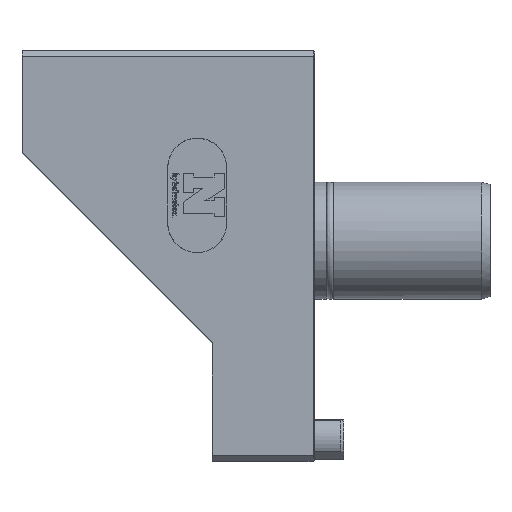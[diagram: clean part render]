
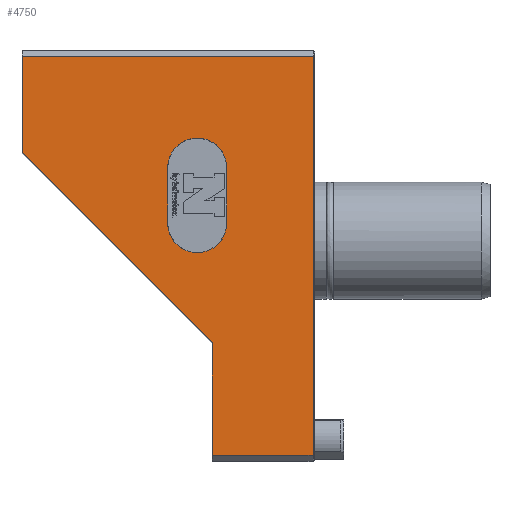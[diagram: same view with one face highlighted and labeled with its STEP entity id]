
A CAD part, top view. The second image highlights one B-rep face of the part: STEP entity #4750.
In plain terms, the highlighted planar face has unit normal (0, 0, 1).
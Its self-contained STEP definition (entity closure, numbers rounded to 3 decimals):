
#485=LINE('',#8011,#955);
#500=LINE('',#8040,#970);
#502=LINE('',#8044,#972);
#507=LINE('',#8059,#977);
#511=LINE('',#8069,#981);
#523=LINE('',#8098,#993);
#526=LINE('',#8103,#996);
#528=LINE('',#8106,#998);
#955=VECTOR('',#6283,1000.);
#970=VECTOR('',#6308,1000.);
#972=VECTOR('',#6312,1000.);
#977=VECTOR('',#6325,1000.);
#981=VECTOR('',#6335,1000.);
#993=VECTOR('',#6361,1000.);
#996=VECTOR('',#6366,1000.);
#998=VECTOR('',#6370,1000.);
#1214=PLANE('',#5163);
#2392=ORIENTED_EDGE('',*,*,#3163,.F.);
#2393=ORIENTED_EDGE('',*,*,#3156,.F.);
#2394=ORIENTED_EDGE('',*,*,#3159,.F.);
#2395=ORIENTED_EDGE('',*,*,#3161,.F.);
#2396=ORIENTED_EDGE('',*,*,#3147,.T.);
#2397=ORIENTED_EDGE('',*,*,#3132,.T.);
#2398=ORIENTED_EDGE('',*,*,#3149,.T.);
#2399=ORIENTED_EDGE('',*,*,#3180,.T.);
#2400=ORIENTED_EDGE('',*,*,#3175,.F.);
#2401=ORIENTED_EDGE('',*,*,#3178,.F.);
#3132=EDGE_CURVE('',#3620,#3624,#485,.T.);
#3147=EDGE_CURVE('',#3634,#3620,#500,.T.);
#3149=EDGE_CURVE('',#3624,#3635,#502,.T.);
#3156=EDGE_CURVE('',#3641,#3642,#507,.T.);
#3159=EDGE_CURVE('',#3643,#3641,#3799,.T.);
#3161=EDGE_CURVE('',#3644,#3643,#511,.T.);
#3163=EDGE_CURVE('',#3642,#3644,#3800,.T.);
#3175=EDGE_CURVE('',#3653,#3654,#523,.T.);
#3178=EDGE_CURVE('',#3634,#3653,#526,.T.);
#3180=EDGE_CURVE('',#3635,#3654,#528,.T.);
#3620=VERTEX_POINT('',#7998);
#3624=VERTEX_POINT('',#8010);
#3634=VERTEX_POINT('',#8041);
#3635=VERTEX_POINT('',#8045);
#3641=VERTEX_POINT('',#8060);
#3642=VERTEX_POINT('',#8061);
#3643=VERTEX_POINT('',#8066);
#3644=VERTEX_POINT('',#8070);
#3653=VERTEX_POINT('',#8097);
#3654=VERTEX_POINT('',#8099);
#3799=CIRCLE('',#5152,10.1);
#3800=CIRCLE('',#5155,10.1);
#4105=EDGE_LOOP('',(#2392,#2393,#2394,#2395));
#4106=EDGE_LOOP('',(#2396,#2397,#2398,#2399,#2400,#2401));
#4449=FACE_BOUND('',#4105,.T.);
#4450=FACE_BOUND('',#4106,.T.);
#4750=ADVANCED_FACE('',(#4449,#4450),#1214,.T.);
#5152=AXIS2_PLACEMENT_3D('',#8065,#6330,#6331);
#5155=AXIS2_PLACEMENT_3D('',#8073,#6339,#6340);
#5163=AXIS2_PLACEMENT_3D('',#8111,#6375,#6376);
#6283=DIRECTION('',(0.,1.,0.));
#6308=DIRECTION('',(1.,0.,0.));
#6312=DIRECTION('',(-1.,0.,0.));
#6325=DIRECTION('',(0.,1.,0.));
#6330=DIRECTION('',(0.,0.,1.));
#6331=DIRECTION('',(-1.,0.,0.));
#6335=DIRECTION('',(0.,-1.,0.));
#6339=DIRECTION('',(0.,0.,1.));
#6340=DIRECTION('',(1.,0.,0.));
#6361=DIRECTION('',(-0.707,0.707,0.));
#6366=DIRECTION('',(0.,1.,0.));
#6370=DIRECTION('',(0.,-1.,0.));
#6375=DIRECTION('',(0.,0.,1.));
#6376=DIRECTION('',(0.,-1.,0.));
#7998=CARTESIAN_POINT('',(-0.5,-73.5,38.));
#8010=CARTESIAN_POINT('',(-0.5,63.,38.));
#8011=CARTESIAN_POINT('',(-0.5,63.,38.));
#8040=CARTESIAN_POINT('',(-100.,-73.5,38.));
#8041=CARTESIAN_POINT('',(-35.,-73.5,38.));
#8044=CARTESIAN_POINT('',(-100.,63.,38.));
#8045=CARTESIAN_POINT('',(-100.,63.,38.));
#8059=CARTESIAN_POINT('',(-30.,5.9,38.));
#8060=CARTESIAN_POINT('',(-30.,5.9,38.));
#8061=CARTESIAN_POINT('',(-30.,24.9,38.));
#8065=CARTESIAN_POINT('',(-40.1,5.9,38.));
#8066=CARTESIAN_POINT('',(-50.2,5.9,38.));
#8069=CARTESIAN_POINT('',(-50.2,5.9,38.));
#8070=CARTESIAN_POINT('',(-50.2,24.9,38.));
#8073=CARTESIAN_POINT('',(-40.1,24.9,38.));
#8097=CARTESIAN_POINT('',(-35.,-35.,38.));
#8098=CARTESIAN_POINT('',(-35.,-35.,38.));
#8099=CARTESIAN_POINT('',(-100.,30.,38.));
#8103=CARTESIAN_POINT('',(-35.,-75.5,38.));
#8106=CARTESIAN_POINT('',(-100.,65.,38.));
#8111=CARTESIAN_POINT('',(-100.,65.,38.));
